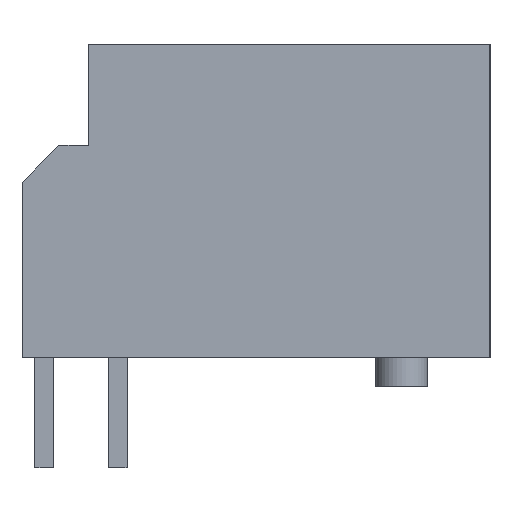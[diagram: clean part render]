
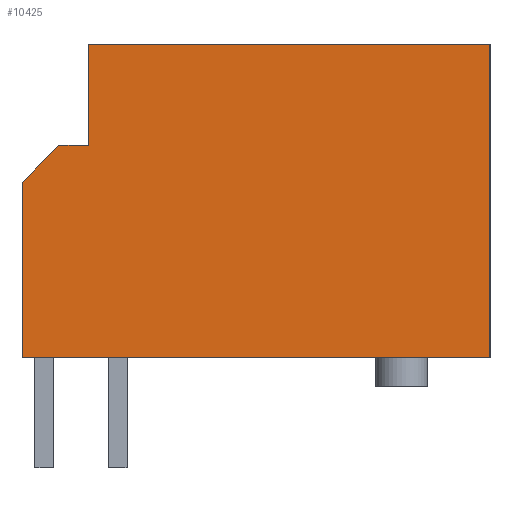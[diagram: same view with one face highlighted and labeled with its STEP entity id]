
A CAD part, left-side view. The second image highlights one B-rep face of the part: STEP entity #10425.
In plain terms, the highlighted planar face has unit normal (-1, 0, 0).
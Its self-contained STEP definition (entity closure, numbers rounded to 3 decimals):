
#5270 = PLANE('',#5271);
#5271 = AXIS2_PLACEMENT_3D('',#5272,#5273,#5274);
#5272 = CARTESIAN_POINT('',(-2.,-12.1,8.5));
#5273 = DIRECTION('',(0.,1.,0.));
#5274 = DIRECTION('',(0.,0.,-1.));
#9434 = VERTEX_POINT('',#9435);
#9435 = CARTESIAN_POINT('',(-2.,-12.1,8.5));
#9449 = PLANE('',#9450);
#9450 = AXIS2_PLACEMENT_3D('',#9451,#9452,#9453);
#9451 = CARTESIAN_POINT('',(-2.,-12.1,8.5));
#9452 = DIRECTION('',(0.,0.,-1.));
#9453 = DIRECTION('',(0.,-1.,0.));
#9461 = EDGE_CURVE('',#9462,#9434,#9464,.T.);
#9462 = VERTEX_POINT('',#9463);
#9463 = CARTESIAN_POINT('',(-2.,-12.1,0.));
#9464 = SURFACE_CURVE('',#9465,(#9469,#9476),.PCURVE_S1.);
#9465 = LINE('',#9466,#9467);
#9466 = CARTESIAN_POINT('',(-2.,-12.1,8.5));
#9467 = VECTOR('',#9468,1.);
#9468 = DIRECTION('',(0.,0.,1.));
#9469 = PCURVE('',#5270,#9470);
#9470 = DEFINITIONAL_REPRESENTATION('',(#9471),#9475);
#9471 = LINE('',#9472,#9473);
#9472 = CARTESIAN_POINT('',(0.,0.));
#9473 = VECTOR('',#9474,1.);
#9474 = DIRECTION('',(-1.,0.));
#9475 = ( GEOMETRIC_REPRESENTATION_CONTEXT(2) 
PARAMETRIC_REPRESENTATION_CONTEXT() REPRESENTATION_CONTEXT('2D SPACE',''
  ) );
#9476 = PCURVE('',#9477,#9482);
#9477 = PLANE('',#9478);
#9478 = AXIS2_PLACEMENT_3D('',#9479,#9480,#9481);
#9479 = CARTESIAN_POINT('',(-2.,0.6,8.5));
#9480 = DIRECTION('',(-1.,0.,0.));
#9481 = DIRECTION('',(0.,0.,-1.));
#9482 = DEFINITIONAL_REPRESENTATION('',(#9483),#9487);
#9483 = LINE('',#9484,#9485);
#9484 = CARTESIAN_POINT('',(0.,12.7));
#9485 = VECTOR('',#9486,1.);
#9486 = DIRECTION('',(-1.,0.));
#9487 = ( GEOMETRIC_REPRESENTATION_CONTEXT(2) 
PARAMETRIC_REPRESENTATION_CONTEXT() REPRESENTATION_CONTEXT('2D SPACE',''
  ) );
#9505 = PLANE('',#9506);
#9506 = AXIS2_PLACEMENT_3D('',#9507,#9508,#9509);
#9507 = CARTESIAN_POINT('',(-2.,-12.1,0.));
#9508 = DIRECTION('',(0.,0.,1.));
#9509 = DIRECTION('',(0.,1.,0.));
#10076 = EDGE_CURVE('',#10077,#9462,#10079,.T.);
#10077 = VERTEX_POINT('',#10078);
#10078 = CARTESIAN_POINT('',(-2.,0.6,0.));
#10079 = SURFACE_CURVE('',#10080,(#10084,#10091),.PCURVE_S1.);
#10080 = LINE('',#10081,#10082);
#10081 = CARTESIAN_POINT('',(-2.,-12.1,0.));
#10082 = VECTOR('',#10083,1.);
#10083 = DIRECTION('',(0.,-1.,0.));
#10084 = PCURVE('',#9505,#10085);
#10085 = DEFINITIONAL_REPRESENTATION('',(#10086),#10090);
#10086 = LINE('',#10087,#10088);
#10087 = CARTESIAN_POINT('',(0.,0.));
#10088 = VECTOR('',#10089,1.);
#10089 = DIRECTION('',(-1.,0.));
#10090 = ( GEOMETRIC_REPRESENTATION_CONTEXT(2) 
PARAMETRIC_REPRESENTATION_CONTEXT() REPRESENTATION_CONTEXT('2D SPACE',''
  ) );
#10091 = PCURVE('',#9477,#10092);
#10092 = DEFINITIONAL_REPRESENTATION('',(#10093),#10097);
#10093 = LINE('',#10094,#10095);
#10094 = CARTESIAN_POINT('',(8.5,12.7));
#10095 = VECTOR('',#10096,1.);
#10096 = DIRECTION('',(0.,1.));
#10097 = ( GEOMETRIC_REPRESENTATION_CONTEXT(2) 
PARAMETRIC_REPRESENTATION_CONTEXT() REPRESENTATION_CONTEXT('2D SPACE',''
  ) );
#10115 = PLANE('',#10116);
#10116 = AXIS2_PLACEMENT_3D('',#10117,#10118,#10119);
#10117 = CARTESIAN_POINT('',(-2.,0.6,4.75));
#10118 = DIRECTION('',(0.,-1.,0.));
#10119 = DIRECTION('',(0.,0.,1.));
#10414 = PLANE('',#10415);
#10415 = AXIS2_PLACEMENT_3D('',#10416,#10417,#10418);
#10416 = CARTESIAN_POINT('',(-2.,-1.2,5.75));
#10417 = DIRECTION('',(0.,-1.,0.));
#10418 = DIRECTION('',(0.,0.,1.));
#10425 = ADVANCED_FACE('',(#10426),#9477,.T.);
#10426 = FACE_BOUND('',#10427,.T.);
#10427 = EDGE_LOOP('',(#10428,#10451,#10474,#10502,#10530,#10551,#10552)
  );
#10428 = ORIENTED_EDGE('',*,*,#10429,.T.);
#10429 = EDGE_CURVE('',#9434,#10430,#10432,.T.);
#10430 = VERTEX_POINT('',#10431);
#10431 = CARTESIAN_POINT('',(-2.,-1.2,8.5));
#10432 = SURFACE_CURVE('',#10433,(#10437,#10444),.PCURVE_S1.);
#10433 = LINE('',#10434,#10435);
#10434 = CARTESIAN_POINT('',(-2.,-12.1,8.5));
#10435 = VECTOR('',#10436,1.);
#10436 = DIRECTION('',(0.,1.,0.));
#10437 = PCURVE('',#9477,#10438);
#10438 = DEFINITIONAL_REPRESENTATION('',(#10439),#10443);
#10439 = LINE('',#10440,#10441);
#10440 = CARTESIAN_POINT('',(0.,12.7));
#10441 = VECTOR('',#10442,1.);
#10442 = DIRECTION('',(0.,-1.));
#10443 = ( GEOMETRIC_REPRESENTATION_CONTEXT(2) 
PARAMETRIC_REPRESENTATION_CONTEXT() REPRESENTATION_CONTEXT('2D SPACE',''
  ) );
#10444 = PCURVE('',#9449,#10445);
#10445 = DEFINITIONAL_REPRESENTATION('',(#10446),#10450);
#10446 = LINE('',#10447,#10448);
#10447 = CARTESIAN_POINT('',(0.,0.));
#10448 = VECTOR('',#10449,1.);
#10449 = DIRECTION('',(-1.,0.));
#10450 = ( GEOMETRIC_REPRESENTATION_CONTEXT(2) 
PARAMETRIC_REPRESENTATION_CONTEXT() REPRESENTATION_CONTEXT('2D SPACE',''
  ) );
#10451 = ORIENTED_EDGE('',*,*,#10452,.T.);
#10452 = EDGE_CURVE('',#10430,#10453,#10455,.T.);
#10453 = VERTEX_POINT('',#10454);
#10454 = CARTESIAN_POINT('',(-2.,-1.2,5.75));
#10455 = SURFACE_CURVE('',#10456,(#10460,#10467),.PCURVE_S1.);
#10456 = LINE('',#10457,#10458);
#10457 = CARTESIAN_POINT('',(-2.,-1.2,5.75));
#10458 = VECTOR('',#10459,1.);
#10459 = DIRECTION('',(0.,0.,-1.));
#10460 = PCURVE('',#9477,#10461);
#10461 = DEFINITIONAL_REPRESENTATION('',(#10462),#10466);
#10462 = LINE('',#10463,#10464);
#10463 = CARTESIAN_POINT('',(2.75,1.8));
#10464 = VECTOR('',#10465,1.);
#10465 = DIRECTION('',(1.,0.));
#10466 = ( GEOMETRIC_REPRESENTATION_CONTEXT(2) 
PARAMETRIC_REPRESENTATION_CONTEXT() REPRESENTATION_CONTEXT('2D SPACE',''
  ) );
#10467 = PCURVE('',#10414,#10468);
#10468 = DEFINITIONAL_REPRESENTATION('',(#10469),#10473);
#10469 = LINE('',#10470,#10471);
#10470 = CARTESIAN_POINT('',(0.,0.));
#10471 = VECTOR('',#10472,1.);
#10472 = DIRECTION('',(-1.,0.));
#10473 = ( GEOMETRIC_REPRESENTATION_CONTEXT(2) 
PARAMETRIC_REPRESENTATION_CONTEXT() REPRESENTATION_CONTEXT('2D SPACE',''
  ) );
#10474 = ORIENTED_EDGE('',*,*,#10475,.T.);
#10475 = EDGE_CURVE('',#10453,#10476,#10478,.T.);
#10476 = VERTEX_POINT('',#10477);
#10477 = CARTESIAN_POINT('',(-2.,-0.4,5.75));
#10478 = SURFACE_CURVE('',#10479,(#10483,#10490),.PCURVE_S1.);
#10479 = LINE('',#10480,#10481);
#10480 = CARTESIAN_POINT('',(-2.,-0.4,5.75));
#10481 = VECTOR('',#10482,1.);
#10482 = DIRECTION('',(0.,1.,0.));
#10483 = PCURVE('',#9477,#10484);
#10484 = DEFINITIONAL_REPRESENTATION('',(#10485),#10489);
#10485 = LINE('',#10486,#10487);
#10486 = CARTESIAN_POINT('',(2.75,1.));
#10487 = VECTOR('',#10488,1.);
#10488 = DIRECTION('',(0.,-1.));
#10489 = ( GEOMETRIC_REPRESENTATION_CONTEXT(2) 
PARAMETRIC_REPRESENTATION_CONTEXT() REPRESENTATION_CONTEXT('2D SPACE',''
  ) );
#10490 = PCURVE('',#10491,#10496);
#10491 = PLANE('',#10492);
#10492 = AXIS2_PLACEMENT_3D('',#10493,#10494,#10495);
#10493 = CARTESIAN_POINT('',(-2.,-0.4,5.75));
#10494 = DIRECTION('',(0.,0.,-1.));
#10495 = DIRECTION('',(0.,-1.,0.));
#10496 = DEFINITIONAL_REPRESENTATION('',(#10497),#10501);
#10497 = LINE('',#10498,#10499);
#10498 = CARTESIAN_POINT('',(0.,0.));
#10499 = VECTOR('',#10500,1.);
#10500 = DIRECTION('',(-1.,0.));
#10501 = ( GEOMETRIC_REPRESENTATION_CONTEXT(2) 
PARAMETRIC_REPRESENTATION_CONTEXT() REPRESENTATION_CONTEXT('2D SPACE',''
  ) );
#10502 = ORIENTED_EDGE('',*,*,#10503,.T.);
#10503 = EDGE_CURVE('',#10476,#10504,#10506,.T.);
#10504 = VERTEX_POINT('',#10505);
#10505 = CARTESIAN_POINT('',(-2.,0.6,4.75));
#10506 = SURFACE_CURVE('',#10507,(#10511,#10518),.PCURVE_S1.);
#10507 = LINE('',#10508,#10509);
#10508 = CARTESIAN_POINT('',(-2.,0.6,4.75));
#10509 = VECTOR('',#10510,1.);
#10510 = DIRECTION('',(0.,0.707,
    -0.707));
#10511 = PCURVE('',#9477,#10512);
#10512 = DEFINITIONAL_REPRESENTATION('',(#10513),#10517);
#10513 = LINE('',#10514,#10515);
#10514 = CARTESIAN_POINT('',(3.75,0.));
#10515 = VECTOR('',#10516,1.);
#10516 = DIRECTION('',(0.707,-0.707));
#10517 = ( GEOMETRIC_REPRESENTATION_CONTEXT(2) 
PARAMETRIC_REPRESENTATION_CONTEXT() REPRESENTATION_CONTEXT('2D SPACE',''
  ) );
#10518 = PCURVE('',#10519,#10524);
#10519 = PLANE('',#10520);
#10520 = AXIS2_PLACEMENT_3D('',#10521,#10522,#10523);
#10521 = CARTESIAN_POINT('',(-2.,0.6,4.75));
#10522 = DIRECTION('',(0.,-0.707,
    -0.707));
#10523 = DIRECTION('',(0.,-0.707,
    0.707));
#10524 = DEFINITIONAL_REPRESENTATION('',(#10525),#10529);
#10525 = LINE('',#10526,#10527);
#10526 = CARTESIAN_POINT('',(0.,0.));
#10527 = VECTOR('',#10528,1.);
#10528 = DIRECTION('',(-1.,0.));
#10529 = ( GEOMETRIC_REPRESENTATION_CONTEXT(2) 
PARAMETRIC_REPRESENTATION_CONTEXT() REPRESENTATION_CONTEXT('2D SPACE',''
  ) );
#10530 = ORIENTED_EDGE('',*,*,#10531,.T.);
#10531 = EDGE_CURVE('',#10504,#10077,#10532,.T.);
#10532 = SURFACE_CURVE('',#10533,(#10537,#10544),.PCURVE_S1.);
#10533 = LINE('',#10534,#10535);
#10534 = CARTESIAN_POINT('',(-2.,0.6,4.75));
#10535 = VECTOR('',#10536,1.);
#10536 = DIRECTION('',(0.,0.,-1.));
#10537 = PCURVE('',#9477,#10538);
#10538 = DEFINITIONAL_REPRESENTATION('',(#10539),#10543);
#10539 = LINE('',#10540,#10541);
#10540 = CARTESIAN_POINT('',(3.75,0.));
#10541 = VECTOR('',#10542,1.);
#10542 = DIRECTION('',(1.,0.));
#10543 = ( GEOMETRIC_REPRESENTATION_CONTEXT(2) 
PARAMETRIC_REPRESENTATION_CONTEXT() REPRESENTATION_CONTEXT('2D SPACE',''
  ) );
#10544 = PCURVE('',#10115,#10545);
#10545 = DEFINITIONAL_REPRESENTATION('',(#10546),#10550);
#10546 = LINE('',#10547,#10548);
#10547 = CARTESIAN_POINT('',(0.,0.));
#10548 = VECTOR('',#10549,1.);
#10549 = DIRECTION('',(-1.,0.));
#10550 = ( GEOMETRIC_REPRESENTATION_CONTEXT(2) 
PARAMETRIC_REPRESENTATION_CONTEXT() REPRESENTATION_CONTEXT('2D SPACE',''
  ) );
#10551 = ORIENTED_EDGE('',*,*,#10076,.T.);
#10552 = ORIENTED_EDGE('',*,*,#9461,.T.);
